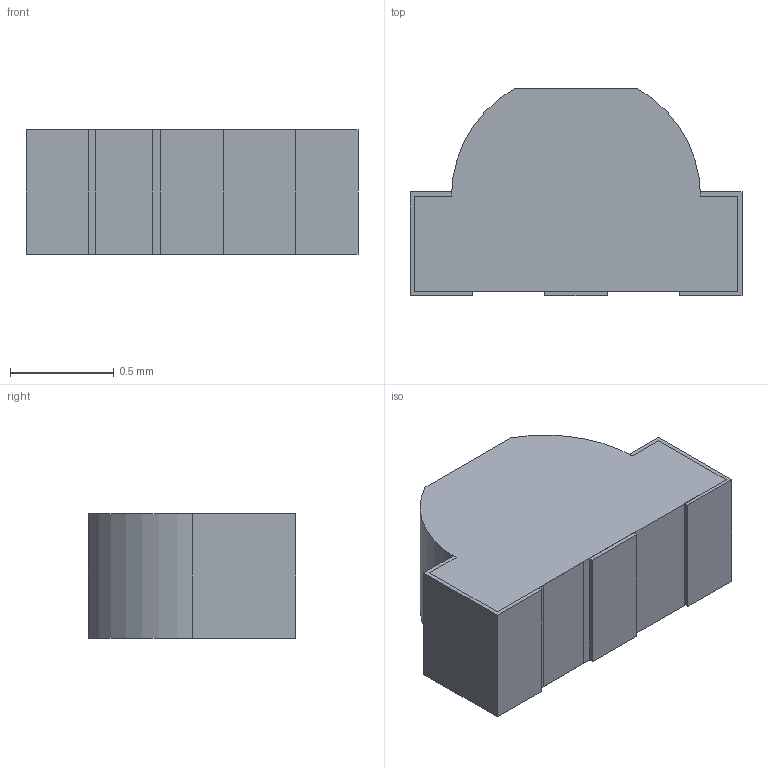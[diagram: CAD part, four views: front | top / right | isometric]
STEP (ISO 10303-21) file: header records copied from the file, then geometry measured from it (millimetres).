
FILE_DESCRIPTION (( 'STEP AP214' ), '1' );
FILE_NAME ('HSMA-C120.STEP', '2022-03-19T21:07:58', ( '' ), ( '' ), 'SwSTEP 2.0', 'SolidWorks 2017', '' );
FILE_SCHEMA (( 'AUTOMOTIVE_DESIGN' ));
Length unit declared in the file: millimetre
Products named in the file (1): HSMA-C120
Bounding box: 1.6 x 1 x 0.6 mm (x, y, z)
Volume: 0.8 mm3; surface area: 8.5 mm2
Topology: 5 solids, 5 shells, 46 faces, 108 edges, 72 vertices
Faces by surface type: plane 44, cylinder 2
Entity records: 1366 total; most frequent: CARTESIAN_POINT 227, ORIENTED_EDGE 216, DIRECTION 206, EDGE_CURVE 108, LINE 104, VECTOR 104, VERTEX_POINT 72, AXIS2_PLACEMENT_3D 51
